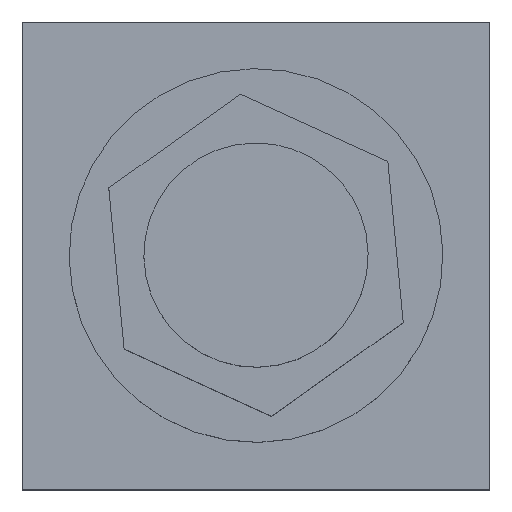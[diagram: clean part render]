
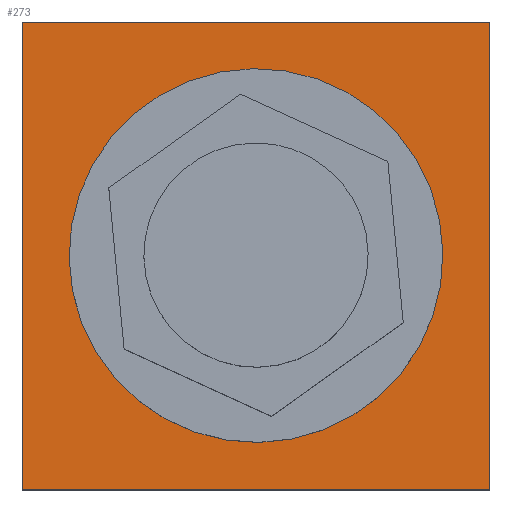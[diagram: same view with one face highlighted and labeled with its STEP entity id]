
A CAD part, top view. The second image highlights one B-rep face of the part: STEP entity #273.
In plain terms, the highlighted planar face has unit normal (0, 0, 1).
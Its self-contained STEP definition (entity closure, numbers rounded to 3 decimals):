
#229 = EDGE_CURVE ( 'NONE', #289, #286, #658, .T. ) ;
#260 = ORIENTED_EDGE ( 'NONE', *, *, #1381, .T. ) ;
#261 = EDGE_LOOP ( 'NONE', ( #262, #263 ) ) ;
#262 = ORIENTED_EDGE ( 'NONE', *, *, #229, .F. ) ;
#263 = ORIENTED_EDGE ( 'NONE', *, *, #1385, .F. ) ;
#271 = EDGE_LOOP ( 'NONE', ( #277, #276, #281, #260 ) ) ;
#273 = ADVANCED_FACE ( 'NONE', ( #715, #731 ), #714, .F. ) ;
#274 = VERTEX_POINT ( 'NONE', #672 ) ;
#275 = VERTEX_POINT ( 'NONE', #705 ) ;
#276 = ORIENTED_EDGE ( 'NONE', *, *, #278, .T. ) ;
#277 = ORIENTED_EDGE ( 'NONE', *, *, #279, .T. ) ;
#278 = EDGE_CURVE ( 'NONE', #274, #275, #707, .T. ) ;
#279 = EDGE_CURVE ( 'NONE', #292, #274, #704, .T. ) ;
#280 = VERTEX_POINT ( 'NONE', #723 ) ;
#281 = ORIENTED_EDGE ( 'NONE', *, *, #282, .T. ) ;
#282 = EDGE_CURVE ( 'NONE', #275, #280, #764, .T. ) ;
#286 = VERTEX_POINT ( 'NONE', #724 ) ;
#289 = VERTEX_POINT ( 'NONE', #710 ) ;
#292 = VERTEX_POINT ( 'NONE', #765 ) ;
#637 = CARTESIAN_POINT ( 'NONE',  ( 0., 0., 12. ) ) ;
#640 = DIRECTION ( 'NONE',  ( 0., 0., 1. ) ) ;
#643 = DIRECTION ( 'NONE',  ( 1., 0., 0. ) ) ;
#646 = AXIS2_PLACEMENT_3D ( 'NONE', #637, #640, #643 ) ;
#658 = CIRCLE ( 'NONE', #646, 6.25 ) ;
#672 = CARTESIAN_POINT ( 'NONE',  ( -12.5, -12.5, 12. ) ) ;
#700 = DIRECTION ( 'NONE',  ( 1., 0., 0. ) ) ;
#701 = VECTOR ( 'NONE', #700, 1000. ) ;
#703 = CARTESIAN_POINT ( 'NONE',  ( -12.5, -12.5, 12. ) ) ;
#704 = LINE ( 'NONE', #703, #767 ) ;
#705 = CARTESIAN_POINT ( 'NONE',  ( 12.5, -12.5, 12. ) ) ;
#706 = CARTESIAN_POINT ( 'NONE',  ( -12.5, -12.5, 12. ) ) ;
#707 = LINE ( 'NONE', #706, #701 ) ;
#708 = DIRECTION ( 'NONE',  ( -1., 0., 0. ) ) ;
#710 = CARTESIAN_POINT ( 'NONE',  ( -6.25, 0., 12. ) ) ;
#714 = PLANE ( 'NONE',  #732 ) ;
#715 = FACE_OUTER_BOUND ( 'NONE', #271, .T. ) ;
#717 = DIRECTION ( 'NONE',  ( 0., 0., -1. ) ) ;
#718 = CARTESIAN_POINT ( 'NONE',  ( -12.5, 12.5, 12. ) ) ;
#723 = CARTESIAN_POINT ( 'NONE',  ( 12.5, 12.5, 12. ) ) ;
#724 = CARTESIAN_POINT ( 'NONE',  ( 6.25, 0., 12. ) ) ;
#731 = FACE_BOUND ( 'NONE', #261, .T. ) ;
#732 = AXIS2_PLACEMENT_3D ( 'NONE', #718, #717, #708 ) ;
#759 = DIRECTION ( 'NONE',  ( 0., 1., 0. ) ) ;
#760 = VECTOR ( 'NONE', #759, 1000. ) ;
#761 = CARTESIAN_POINT ( 'NONE',  ( 12.5, -12.5, 12. ) ) ;
#764 = LINE ( 'NONE', #761, #760 ) ;
#765 = CARTESIAN_POINT ( 'NONE',  ( -12.5, 12.5, 12. ) ) ;
#766 = DIRECTION ( 'NONE',  ( 0., -1., 0. ) ) ;
#767 = VECTOR ( 'NONE', #766, 1000. ) ;
#854 = CARTESIAN_POINT ( 'NONE',  ( -12.5, 12.5, 12. ) ) ;
#855 = LINE ( 'NONE', #854, #915 ) ;
#856 = CIRCLE ( 'NONE', #867, 6.25 ) ;
#863 = DIRECTION ( 'NONE',  ( 0., 0., 1. ) ) ;
#867 = AXIS2_PLACEMENT_3D ( 'NONE', #911, #863, #906 ) ;
#906 = DIRECTION ( 'NONE',  ( 1., 0., 0. ) ) ;
#911 = CARTESIAN_POINT ( 'NONE',  ( 0., 0., 12. ) ) ;
#914 = DIRECTION ( 'NONE',  ( -1., 0., 0. ) ) ;
#915 = VECTOR ( 'NONE', #914, 1000. ) ;
#1381 = EDGE_CURVE ( 'NONE', #280, #292, #855, .T. ) ;
#1385 = EDGE_CURVE ( 'NONE', #286, #289, #856, .T. ) ;
